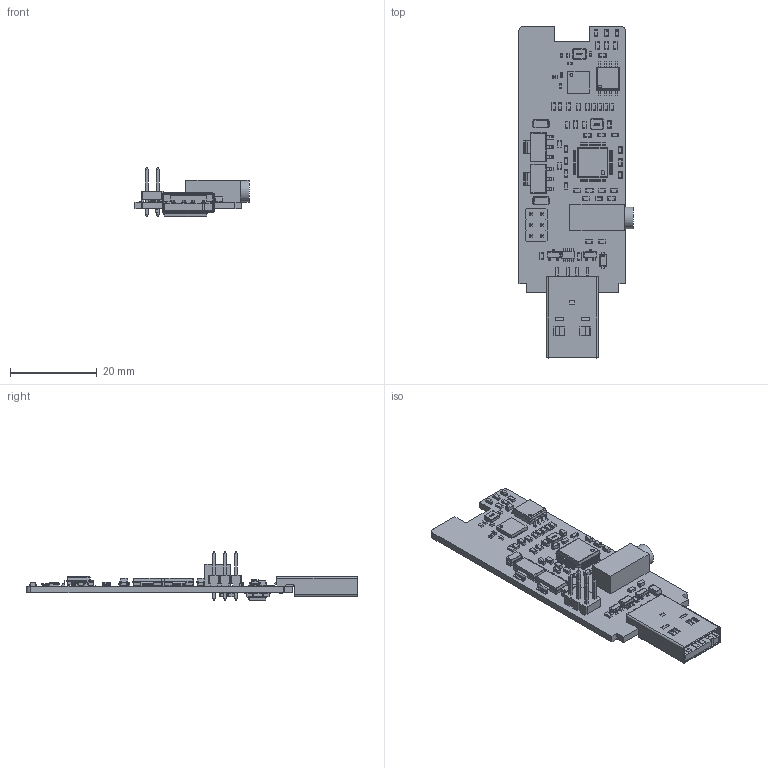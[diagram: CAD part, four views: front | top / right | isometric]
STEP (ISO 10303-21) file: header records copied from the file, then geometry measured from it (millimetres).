
FILE_DESCRIPTION(('Open CASCADE Model'),'2;1');
FILE_NAME('Open CASCADE Shape Model','2020-08-08T19:59:42',('Author'),( 'Open CASCADE'),'Open CASCADE STEP processor 6.8','Open CASCADE 6.8' ,'Unknown');
FILE_SCHEMA(('AUTOMOTIVE_DESIGN { 1 0 10303 214 1 1 1 1 }'));
Length unit declared in the file: millimetre
Products named in the file (199): PCB; Board; Open CASCADE STEP translator 6.8 1.1.1; VT2; 5865788880; Body; Open_CASCADE_STEP_translator_6.8_152.1.1; Leader; U1; 5865788800; Open_CASCADE_STEP_translator_6.8_29.1; Open_CASCADE_STEP_translator_6.8_29.2.1; R23; 5865785040; Mid_Body; Terminal; Mark; Q1; ABM8; C29; 5865792000; Open_CASCADE_STEP_translator_6.8_14.1.1; Open_CASCADE_STEP_translator_6.8_14.1.2; Open_CASCADE_STEP_translator_6.8_14.2.1; C28; 5865797440; C27; C13; D1; 5865791920; Open_CASCADE_STEP_translator_6.8_2.1.1; C24; 5865785120; C21; C9; 5865786080; C8; C7; C4; R13 ...
Assembly tree (365 placements, depth 5):
  PCB
    Board
      Open CASCADE STEP translator 6.8 1.1.1
    VT2
      5865788880
        Body
          Open_CASCADE_STEP_translator_6.8_152.1.1
        Leader  x3
    U1
      5865788800
        Open_CASCADE_STEP_translator_6.8_29.1
        Body
          Open_CASCADE_STEP_translator_6.8_29.2.1
        Leader  x16
    R23
      5865785040
        Mid_Body
        Terminal  x2
          Open_CASCADE_STEP_translator_6.8_29.2.1
        Mark
    Q1
      ABM8
    C29
      5865792000
        Terminal
          Open_CASCADE_STEP_translator_6.8_14.1.1
          Open_CASCADE_STEP_translator_6.8_14.1.2
        Mid_Body
          Open_CASCADE_STEP_translator_6.8_14.2.1
    C28
      5865797440
        Terminal
          Open_CASCADE_STEP_translator_6.8_14.1.1
          Open_CASCADE_STEP_translator_6.8_14.1.2
        Mid_Body
          Open_CASCADE_STEP_translator_6.8_14.2.1
    C27
      5865797440
        Terminal
          Open_CASCADE_STEP_translator_6.8_14.1.1
          Open_CASCADE_STEP_translator_6.8_14.1.2
        Mid_Body
          Open_CASCADE_STEP_translator_6.8_14.2.1
    C13
      5865797440
        Terminal
          Open_CASCADE_STEP_translator_6.8_14.1.1
          Open_CASCADE_STEP_translator_6.8_14.1.2
        Mid_Body
          Open_CASCADE_STEP_translator_6.8_14.2.1
    D1
      5865791920
        Body
          Open_CASCADE_STEP_translator_6.8_2.1.1
        Leader  x6
    C24
      5865785120
        Terminal
          Open_CASCADE_STEP_translator_6.8_14.1.1
          Open_CASCADE_STEP_translator_6.8_14.1.2
Bounding box: 26.38 x 76.66 x 11.34 mm (x, y, z)
Volume: 3925.2 mm3; surface area: 7276.5 mm2
Topology: 339 solids, 343 shells, 6459 faces, 14275 edges, 8302 vertices
Faces by surface type: plane 4646, cylinder 1298, sphere 292, bspline 215, cone 8
Full cylindrical faces by diameter (mm): 0.5 x1, 0.631 x1, 0.675 x1, 0.875 x1, 5 x1
Entity records: 71777 total; most frequent: CARTESIAN_POINT 20261, DIRECTION 9585, ORIENTED_EDGE 9266, EDGE_CURVE 4635, LINE 3509, VECTOR 3509, AXIS2_PLACEMENT_3D 3038, VERTEX_POINT 2782
